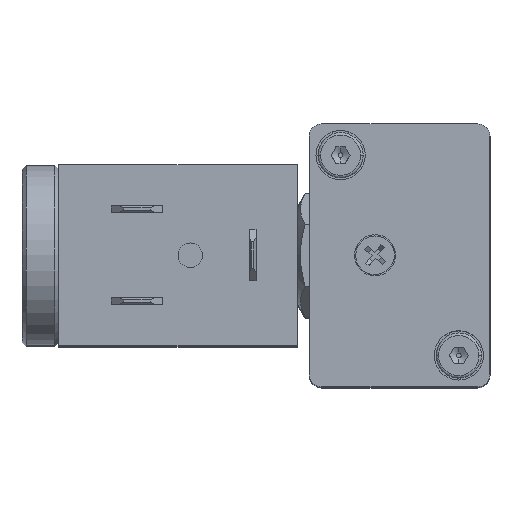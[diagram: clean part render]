
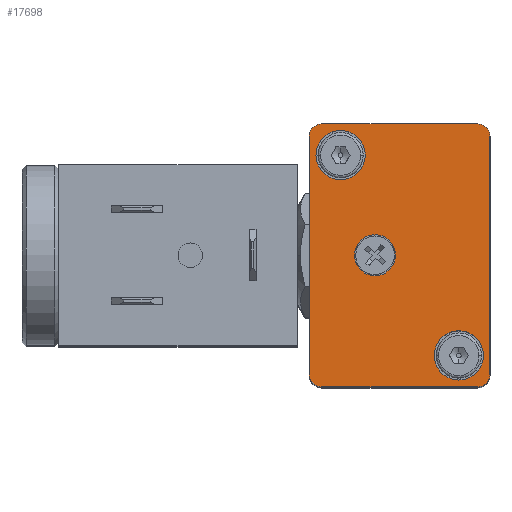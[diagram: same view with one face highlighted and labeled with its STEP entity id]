
A CAD part, top view. The second image highlights one B-rep face of the part: STEP entity #17698.
In plain terms, the highlighted planar face has unit normal (0, 0, 1).
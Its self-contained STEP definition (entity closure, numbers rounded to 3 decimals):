
#14128=CARTESIAN_POINT('',(-2.5,7.75,16.));
#14129=VERTEX_POINT('',#14128);
#14145=CARTESIAN_POINT('',(-7.5,7.75,16.));
#14146=VERTEX_POINT('',#14145);
#14153=CARTESIAN_POINT('',(-5.0,7.75,16.));
#14154=DIRECTION('',(0.0,0.0,-1.0));
#14155=DIRECTION('',(1.0,0.0,0.0));
#14156=AXIS2_PLACEMENT_3D('',#14153,#14154,#14155);
#14157=CIRCLE('',#14156,2.5);
#14158=EDGE_CURVE('',#14129,#14146,#14157,.T.);
#14571=CARTESIAN_POINT('',(-14.2,-2.45,16.));
#14572=VERTEX_POINT('',#14571);
#14588=CARTESIAN_POINT('',(-20.2,-2.45,16.));
#14589=VERTEX_POINT('',#14588);
#14596=CARTESIAN_POINT('',(-17.2,-2.45,16.));
#14597=DIRECTION('',(0.0,0.0,-1.0));
#14598=DIRECTION('',(1.0,0.0,0.0));
#14599=AXIS2_PLACEMENT_3D('',#14596,#14597,#14598);
#14600=CIRCLE('',#14599,3.0);
#14601=EDGE_CURVE('',#14572,#14589,#14600,.T.);
#14613=CARTESIAN_POINT('',(10.2,11.95,16.));
#14614=VERTEX_POINT('',#14613);
#14630=CARTESIAN_POINT('',(4.2,11.95,16.));
#14631=VERTEX_POINT('',#14630);
#14638=CARTESIAN_POINT('',(7.2,11.95,16.));
#14639=DIRECTION('',(0.0,0.0,-1.0));
#14640=DIRECTION('',(1.0,0.0,0.0));
#14641=AXIS2_PLACEMENT_3D('',#14638,#14639,#14640);
#14642=CIRCLE('',#14641,3.0);
#14643=EDGE_CURVE('',#14614,#14631,#14642,.T.);
#15351=CARTESIAN_POINT('',(-20.561,-5.811,16.));
#15352=VERTEX_POINT('',#15351);
#15361=CARTESIAN_POINT('',(-21.0,-4.75,16.));
#15362=VERTEX_POINT('',#15361);
#15363=CARTESIAN_POINT('',(-19.5,-4.75,16.));
#15364=DIRECTION('',(0.0,0.0,-1.));
#15365=DIRECTION('',(-0.707,-0.707,0.0));
#15366=AXIS2_PLACEMENT_3D('',#15363,#15364,#15365);
#15367=CIRCLE('',#15366,1.5);
#15368=EDGE_CURVE('',#15352,#15362,#15367,.T.);
#15393=CARTESIAN_POINT('',(-20.561,15.311,16.));
#15394=VERTEX_POINT('',#15393);
#15403=CARTESIAN_POINT('',(-19.5,15.75,16.));
#15404=VERTEX_POINT('',#15403);
#15405=CARTESIAN_POINT('',(-19.5,14.25,16.));
#15406=DIRECTION('',(0.0,0.0,-1.));
#15407=DIRECTION('',(-0.707,0.707,0.0));
#15408=AXIS2_PLACEMENT_3D('',#15405,#15406,#15407);
#15409=CIRCLE('',#15408,1.5);
#15410=EDGE_CURVE('',#15394,#15404,#15409,.T.);
#15437=CARTESIAN_POINT('',(10.561,15.311,16.0));
#15438=VERTEX_POINT('',#15437);
#15454=CARTESIAN_POINT('',(9.5,15.75,16.));
#15455=VERTEX_POINT('',#15454);
#15462=CARTESIAN_POINT('',(9.5,14.25,16.0));
#15463=DIRECTION('',(0.0,0.0,-1.));
#15464=DIRECTION('',(0.707,0.707,0.0));
#15465=AXIS2_PLACEMENT_3D('',#15462,#15463,#15464);
#15466=CIRCLE('',#15465,1.5);
#15467=EDGE_CURVE('',#15455,#15438,#15466,.T.);
#15479=CARTESIAN_POINT('',(10.561,-5.811,16.0));
#15480=VERTEX_POINT('',#15479);
#15496=CARTESIAN_POINT('',(11.0,-4.75,16.));
#15497=VERTEX_POINT('',#15496);
#15504=CARTESIAN_POINT('',(9.5,-4.75,16.0));
#15505=DIRECTION('',(0.0,0.0,-1.));
#15506=DIRECTION('',(0.707,-0.707,0.0));
#15507=AXIS2_PLACEMENT_3D('',#15504,#15505,#15506);
#15508=CIRCLE('',#15507,1.5);
#15509=EDGE_CURVE('',#15497,#15480,#15508,.T.);
#15520=CARTESIAN_POINT('',(9.5,-6.25,16.));
#15521=VERTEX_POINT('',#15520);
#15522=CARTESIAN_POINT('',(9.5,-4.75,16.0));
#15523=DIRECTION('',(0.0,0.0,-1.));
#15524=DIRECTION('',(0.707,-0.707,0.0));
#15525=AXIS2_PLACEMENT_3D('',#15522,#15523,#15524);
#15526=CIRCLE('',#15525,1.5);
#15527=EDGE_CURVE('',#15480,#15521,#15526,.T.);
#15561=CARTESIAN_POINT('',(11.0,14.25,16.));
#15562=VERTEX_POINT('',#15561);
#15569=CARTESIAN_POINT('',(11.0,-4.75,16.));
#15570=DIRECTION('',(0.0,1.0,0.0));
#15571=VECTOR('',#15570,19.0);
#15572=LINE('',#15569,#15571);
#15573=EDGE_CURVE('',#15497,#15562,#15572,.T.);
#15641=CARTESIAN_POINT('',(9.5,14.25,16.0));
#15642=DIRECTION('',(0.0,0.0,-1.));
#15643=DIRECTION('',(0.707,0.707,0.0));
#15644=AXIS2_PLACEMENT_3D('',#15641,#15642,#15643);
#15645=CIRCLE('',#15644,1.5);
#15646=EDGE_CURVE('',#15438,#15562,#15645,.T.);
#15661=CARTESIAN_POINT('',(9.5,15.75,16.));
#15662=DIRECTION('',(-1.0,0.0,0.0));
#15663=VECTOR('',#15662,29.0);
#15664=LINE('',#15661,#15663);
#15665=EDGE_CURVE('',#15455,#15404,#15664,.T.);
#15696=CARTESIAN_POINT('',(-21.0,14.25,16.));
#15697=VERTEX_POINT('',#15696);
#15704=CARTESIAN_POINT('',(-19.5,14.25,16.));
#15705=DIRECTION('',(0.0,0.0,-1.));
#15706=DIRECTION('',(-0.707,0.707,0.0));
#15707=AXIS2_PLACEMENT_3D('',#15704,#15705,#15706);
#15708=CIRCLE('',#15707,1.5);
#15709=EDGE_CURVE('',#15697,#15394,#15708,.T.);
#15722=CARTESIAN_POINT('',(-21.0,-4.75,16.));
#15723=DIRECTION('',(0.0,1.0,0.0));
#15724=VECTOR('',#15723,19.0);
#15725=LINE('',#15722,#15724);
#15726=EDGE_CURVE('',#15362,#15697,#15725,.T.);
#15738=CARTESIAN_POINT('',(-19.5,-6.25,16.));
#15739=VERTEX_POINT('',#15738);
#15746=CARTESIAN_POINT('',(-19.5,-4.75,16.));
#15747=DIRECTION('',(0.0,0.0,-1.));
#15748=DIRECTION('',(-0.707,-0.707,0.0));
#15749=AXIS2_PLACEMENT_3D('',#15746,#15747,#15748);
#15750=CIRCLE('',#15749,1.5);
#15751=EDGE_CURVE('',#15739,#15352,#15750,.T.);
#17126=CARTESIAN_POINT('',(7.2,11.95,16.));
#17127=DIRECTION('',(0.0,0.0,-1.0));
#17128=DIRECTION('',(1.0,0.0,0.0));
#17129=AXIS2_PLACEMENT_3D('',#17126,#17127,#17128);
#17130=CIRCLE('',#17129,3.0);
#17131=EDGE_CURVE('',#14631,#14614,#17130,.T.);
#17164=CARTESIAN_POINT('',(-17.2,-2.45,16.));
#17165=DIRECTION('',(0.0,0.0,-1.0));
#17166=DIRECTION('',(1.0,0.0,0.0));
#17167=AXIS2_PLACEMENT_3D('',#17164,#17165,#17166);
#17168=CIRCLE('',#17167,3.0);
#17169=EDGE_CURVE('',#14589,#14572,#17168,.T.);
#17630=CARTESIAN_POINT('',(-5.0,7.75,16.));
#17631=DIRECTION('',(0.0,0.0,-1.0));
#17632=DIRECTION('',(1.0,0.0,0.0));
#17633=AXIS2_PLACEMENT_3D('',#17630,#17631,#17632);
#17634=CIRCLE('',#17633,2.5);
#17635=EDGE_CURVE('',#14146,#14129,#17634,.T.);
#17662=CARTESIAN_POINT('',(11.0,-6.25,16.));
#17663=DIRECTION('',(0.0,0.0,1.0));
#17664=DIRECTION('',(1.0,0.0,0.0));
#17665=AXIS2_PLACEMENT_3D('',#17662,#17663,#17664);
#17666=PLANE('',#17665);
#17667=ORIENTED_EDGE('',*,*,#15509,.F.);
#17668=ORIENTED_EDGE('',*,*,#15573,.T.);
#17669=ORIENTED_EDGE('',*,*,#15646,.F.);
#17670=ORIENTED_EDGE('',*,*,#15467,.F.);
#17671=ORIENTED_EDGE('',*,*,#15665,.T.);
#17672=ORIENTED_EDGE('',*,*,#15410,.F.);
#17673=ORIENTED_EDGE('',*,*,#15709,.F.);
#17674=ORIENTED_EDGE('',*,*,#15726,.F.);
#17675=ORIENTED_EDGE('',*,*,#15368,.F.);
#17676=ORIENTED_EDGE('',*,*,#15751,.F.);
#17677=CARTESIAN_POINT('',(9.5,-6.25,16.));
#17678=DIRECTION('',(-1.0,0.0,0.0));
#17679=VECTOR('',#17678,29.0);
#17680=LINE('',#17677,#17679);
#17681=EDGE_CURVE('',#15521,#15739,#17680,.T.);
#17682=ORIENTED_EDGE('',*,*,#17681,.F.);
#17683=ORIENTED_EDGE('',*,*,#15527,.F.);
#17684=EDGE_LOOP('',(#17667,#17668,#17669,#17670,#17671,#17672,#17673,#17674,#17675,#17676,#17682,#17683));
#17685=FACE_OUTER_BOUND('',#17684,.T.);
#17686=ORIENTED_EDGE('',*,*,#14643,.T.);
#17687=ORIENTED_EDGE('',*,*,#17131,.T.);
#17688=EDGE_LOOP('',(#17686,#17687));
#17689=FACE_BOUND('',#17688,.T.);
#17690=ORIENTED_EDGE('',*,*,#14601,.T.);
#17691=ORIENTED_EDGE('',*,*,#17169,.T.);
#17692=EDGE_LOOP('',(#17690,#17691));
#17693=FACE_BOUND('',#17692,.T.);
#17694=ORIENTED_EDGE('',*,*,#14158,.T.);
#17695=ORIENTED_EDGE('',*,*,#17635,.T.);
#17696=EDGE_LOOP('',(#17694,#17695));
#17697=FACE_BOUND('',#17696,.T.);
#17698=ADVANCED_FACE('',(#17685,#17689,#17693,#17697),#17666,.T.);
